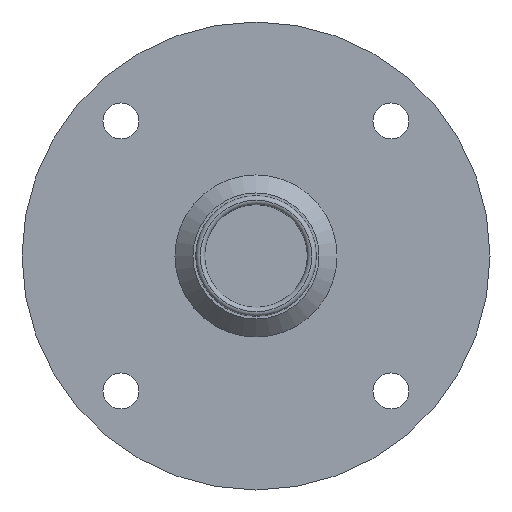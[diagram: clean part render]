
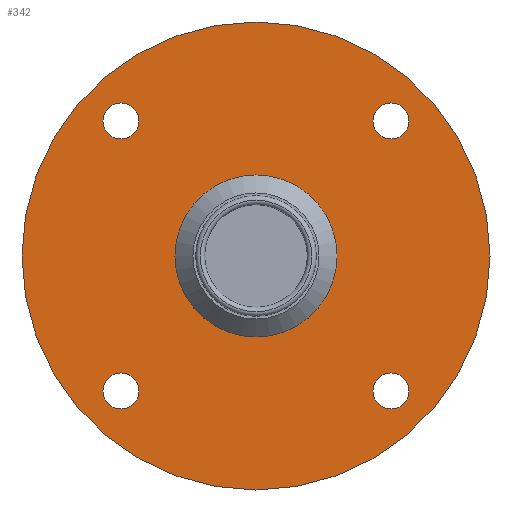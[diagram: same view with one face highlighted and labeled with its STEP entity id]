
A CAD part, front view. The second image highlights one B-rep face of the part: STEP entity #342.
In plain terms, the highlighted planar face has unit normal (0, -1, 0).
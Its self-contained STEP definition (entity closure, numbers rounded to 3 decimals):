
#226=CARTESIAN_POINT('',(-22.134,0.,10.583));
#227=DIRECTION('',(0.,1.,0.));
#228=DIRECTION('',(0.,0.,1.));
#229=AXIS2_PLACEMENT_3D('',#226,#227,#228);
#230=PLANE('',#229);
#231=CARTESIAN_POINT('',(-29.634,0.,4.083));
#232=VERTEX_POINT('',#231);
#233=CARTESIAN_POINT('',(-29.634,0.,2.083));
#234=VERTEX_POINT('',#233);
#235=CARTESIAN_POINT('',(-29.634,0.,3.083));
#236=DIRECTION('',(0.,1.,0.));
#237=DIRECTION('',(0.,-0.,1.));
#238=AXIS2_PLACEMENT_3D('',#235,#236,#237);
#239=CIRCLE('',#238,1.);
#240=EDGE_CURVE('',#232,#234,#239,.T.);
#241=ORIENTED_EDGE('',*,*,#240,.T.);
#242=CARTESIAN_POINT('',(-29.634,0.,3.083));
#243=DIRECTION('',(0.,1.,0.));
#244=DIRECTION('',(0.,-0.,1.));
#245=AXIS2_PLACEMENT_3D('',#242,#243,#244);
#246=CIRCLE('',#245,1.);
#247=EDGE_CURVE('',#234,#232,#246,.T.);
#248=ORIENTED_EDGE('',*,*,#247,.T.);
#249=EDGE_LOOP('',(#241,#248));
#250=FACE_BOUND('',#249,.T.);
#251=CARTESIAN_POINT('',(-14.634,0.,19.083));
#252=VERTEX_POINT('',#251);
#253=CARTESIAN_POINT('',(-14.634,0.,17.083));
#254=VERTEX_POINT('',#253);
#255=CARTESIAN_POINT('',(-14.634,0.,18.083));
#256=DIRECTION('',(0.,1.,0.));
#257=DIRECTION('',(0.,-0.,1.));
#258=AXIS2_PLACEMENT_3D('',#255,#256,#257);
#259=CIRCLE('',#258,1.);
#260=EDGE_CURVE('',#252,#254,#259,.T.);
#261=ORIENTED_EDGE('',*,*,#260,.T.);
#262=CARTESIAN_POINT('',(-14.634,0.,18.083));
#263=DIRECTION('',(0.,1.,0.));
#264=DIRECTION('',(0.,-0.,1.));
#265=AXIS2_PLACEMENT_3D('',#262,#263,#264);
#266=CIRCLE('',#265,1.);
#267=EDGE_CURVE('',#254,#252,#266,.T.);
#268=ORIENTED_EDGE('',*,*,#267,.T.);
#269=EDGE_LOOP('',(#261,#268));
#270=FACE_BOUND('',#269,.T.);
#271=CARTESIAN_POINT('',(-22.134,0.,-2.417));
#272=VERTEX_POINT('',#271);
#273=CARTESIAN_POINT('',(-22.134,0.,23.583));
#274=VERTEX_POINT('',#273);
#275=CARTESIAN_POINT('',(-22.134,0.,10.583));
#276=DIRECTION('',(0.,1.,0.));
#277=DIRECTION('',(0.,-0.,1.));
#278=AXIS2_PLACEMENT_3D('',#275,#276,#277);
#279=CIRCLE('',#278,13.);
#280=EDGE_CURVE('',#272,#274,#279,.T.);
#281=ORIENTED_EDGE('',*,*,#280,.F.);
#282=CARTESIAN_POINT('',(-22.134,0.,10.583));
#283=DIRECTION('',(0.,1.,0.));
#284=DIRECTION('',(0.,-0.,1.));
#285=AXIS2_PLACEMENT_3D('',#282,#283,#284);
#286=CIRCLE('',#285,13.);
#287=EDGE_CURVE('',#274,#272,#286,.T.);
#288=ORIENTED_EDGE('',*,*,#287,.F.);
#289=EDGE_LOOP('',(#281,#288));
#290=FACE_BOUND('',#289,.T.);
#291=CARTESIAN_POINT('',(-14.634,0.,4.083));
#292=VERTEX_POINT('',#291);
#293=CARTESIAN_POINT('',(-14.634,0.,2.083));
#294=VERTEX_POINT('',#293);
#295=CARTESIAN_POINT('',(-14.634,0.,3.083));
#296=DIRECTION('',(0.,1.,0.));
#297=DIRECTION('',(0.,-0.,1.));
#298=AXIS2_PLACEMENT_3D('',#295,#296,#297);
#299=CIRCLE('',#298,1.);
#300=EDGE_CURVE('',#292,#294,#299,.T.);
#301=ORIENTED_EDGE('',*,*,#300,.T.);
#302=CARTESIAN_POINT('',(-14.634,0.,3.083));
#303=DIRECTION('',(0.,1.,0.));
#304=DIRECTION('',(0.,-0.,1.));
#305=AXIS2_PLACEMENT_3D('',#302,#303,#304);
#306=CIRCLE('',#305,1.);
#307=EDGE_CURVE('',#294,#292,#306,.T.);
#308=ORIENTED_EDGE('',*,*,#307,.T.);
#309=EDGE_LOOP('',(#301,#308));
#310=FACE_BOUND('',#309,.T.);
#311=CARTESIAN_POINT('',(-29.634,0.,19.083));
#312=VERTEX_POINT('',#311);
#313=CARTESIAN_POINT('',(-29.634,0.,17.083));
#314=VERTEX_POINT('',#313);
#315=CARTESIAN_POINT('',(-29.634,0.,18.083));
#316=DIRECTION('',(0.,1.,0.));
#317=DIRECTION('',(0.,-0.,1.));
#318=AXIS2_PLACEMENT_3D('',#315,#316,#317);
#319=CIRCLE('',#318,1.);
#320=EDGE_CURVE('',#312,#314,#319,.T.);
#321=ORIENTED_EDGE('',*,*,#320,.T.);
#322=CARTESIAN_POINT('',(-29.634,0.,18.083));
#323=DIRECTION('',(0.,1.,0.));
#324=DIRECTION('',(0.,-0.,1.));
#325=AXIS2_PLACEMENT_3D('',#322,#323,#324);
#326=CIRCLE('',#325,1.);
#327=EDGE_CURVE('',#314,#312,#326,.T.);
#328=ORIENTED_EDGE('',*,*,#327,.T.);
#329=EDGE_LOOP('',(#321,#328));
#330=FACE_BOUND('',#329,.T.);
#331=CARTESIAN_POINT('',(-22.134,0.,15.083));
#332=VERTEX_POINT('',#331);
#333=CARTESIAN_POINT('',(-22.134,0.,10.583));
#334=DIRECTION('',(-0.,-1.,-0.));
#335=DIRECTION('',(0.,-0.,1.));
#336=AXIS2_PLACEMENT_3D('',#333,#334,#335);
#337=CIRCLE('',#336,4.5);
#338=EDGE_CURVE('',#332,#332,#337,.T.);
#339=ORIENTED_EDGE('',*,*,#338,.F.);
#340=EDGE_LOOP('',(#339));
#341=FACE_BOUND('',#340,.T.);
#342=ADVANCED_FACE('',(#250,#270,#290,#310,#330,#341),#230,.F.);
